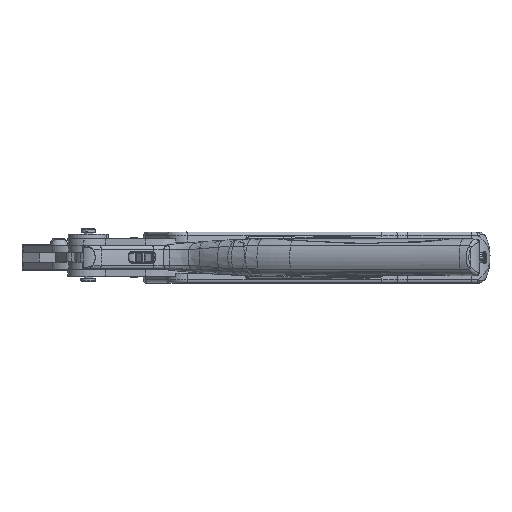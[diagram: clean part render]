
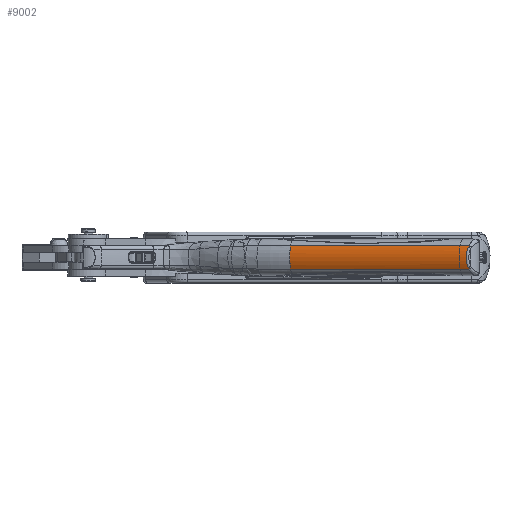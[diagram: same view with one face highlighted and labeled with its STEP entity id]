
A CAD part, front view. The second image highlights one B-rep face of the part: STEP entity #9002.
In plain terms, the highlighted cylindrical face has radius 11.999 mm (diameter 23.999 mm), a partial arc.
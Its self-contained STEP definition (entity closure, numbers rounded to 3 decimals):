
#5123=B_SPLINE_CURVE_WITH_KNOTS('',3,(#55545,#55546,#55547,#55548),
 .UNSPECIFIED.,.F.,.F.,(4,4),(0.,1.),.UNSPECIFIED.);
#5151=B_SPLINE_CURVE_WITH_KNOTS('',3,(#56428,#56429,#56430,#56431),
 .UNSPECIFIED.,.F.,.F.,(4,4),(0.,1.),.UNSPECIFIED.);
#5152=B_SPLINE_CURVE_WITH_KNOTS('',3,(#56461,#56462,#56463,#56464,#56465,
#56466),.UNSPECIFIED.,.F.,.F.,(4,2,4),(0.,0.5,1.),.UNSPECIFIED.);
#5155=B_SPLINE_CURVE_WITH_KNOTS('',3,(#56509,#56510,#56511,#56512),
 .UNSPECIFIED.,.F.,.F.,(4,4),(0.,1.),.UNSPECIFIED.);
#5156=B_SPLINE_CURVE_WITH_KNOTS('',3,(#56537,#56538,#56539,#56540),
 .UNSPECIFIED.,.F.,.F.,(4,4),(0.,1.),.UNSPECIFIED.);
#5157=B_SPLINE_CURVE_WITH_KNOTS('',3,(#56542,#56543,#56544,#56545),
 .UNSPECIFIED.,.F.,.F.,(4,4),(0.,1.),.UNSPECIFIED.);
#5158=B_SPLINE_CURVE_WITH_KNOTS('',3,(#56547,#56548,#56549,#56550),
 .UNSPECIFIED.,.F.,.F.,(4,4),(0.,1.),.UNSPECIFIED.);
#9002=ADVANCED_FACE('',(#11411),#10668,.T.);
#10668=CYLINDRICAL_SURFACE('',#41280,11.999);
#11411=FACE_OUTER_BOUND('',#13198,.T.);
#13198=EDGE_LOOP('',(#17677,#17678,#17679,#17680,#17681,#17682,#17683));
#17677=ORIENTED_EDGE('',*,*,#31510,.T.);
#17678=ORIENTED_EDGE('',*,*,#31506,.T.);
#17679=ORIENTED_EDGE('',*,*,#31504,.T.);
#17680=ORIENTED_EDGE('',*,*,#31445,.T.);
#17681=ORIENTED_EDGE('',*,*,#31511,.T.);
#17682=ORIENTED_EDGE('',*,*,#31512,.T.);
#17683=ORIENTED_EDGE('',*,*,#31513,.F.);
#26353=VERTEX_POINT('',#55527);
#26356=VERTEX_POINT('',#55549);
#26402=VERTEX_POINT('',#56432);
#26403=VERTEX_POINT('',#56467);
#26404=VERTEX_POINT('',#56508);
#26405=VERTEX_POINT('',#56541);
#26406=VERTEX_POINT('',#56546);
#31445=EDGE_CURVE('',#26356,#26353,#5123,.T.);
#31504=EDGE_CURVE('',#26402,#26356,#5151,.T.);
#31506=EDGE_CURVE('',#26403,#26402,#5152,.T.);
#31510=EDGE_CURVE('',#26404,#26403,#5155,.T.);
#31511=EDGE_CURVE('',#26353,#26405,#5156,.T.);
#31512=EDGE_CURVE('',#26405,#26406,#5157,.T.);
#31513=EDGE_CURVE('',#26404,#26406,#5158,.T.);
#41280=AXIS2_PLACEMENT_3D('',#56551,#44884,#44885);
#44884=DIRECTION('',(0.939,-0.345,0.));
#44885=DIRECTION('',(0.312,0.851,-0.421));
#55527=CARTESIAN_POINT('',(88.157,-22.32,5.096));
#55545=CARTESIAN_POINT('',(165.873,-50.847,5.097));
#55546=CARTESIAN_POINT('',(139.968,-41.338,5.097));
#55547=CARTESIAN_POINT('',(114.062,-31.83,5.097));
#55548=CARTESIAN_POINT('',(88.157,-22.322,5.097));
#55549=CARTESIAN_POINT('',(165.873,-50.847,5.098));
#56428=CARTESIAN_POINT('',(165.577,-51.033,4.454));
#56429=CARTESIAN_POINT('',(165.674,-50.976,4.671));
#56430=CARTESIAN_POINT('',(165.772,-50.914,4.886));
#56431=CARTESIAN_POINT('',(165.873,-50.847,5.097));
#56432=CARTESIAN_POINT('',(165.577,-51.033,4.454));
#56461=CARTESIAN_POINT('',(165.577,-51.033,-4.374));
#56462=CARTESIAN_POINT('',(164.943,-51.409,-2.927));
#56463=CARTESIAN_POINT('',(164.639,-51.584,-1.443));
#56464=CARTESIAN_POINT('',(164.639,-51.584,1.523));
#56465=CARTESIAN_POINT('',(164.943,-51.409,3.007));
#56466=CARTESIAN_POINT('',(165.577,-51.033,4.454));
#56467=CARTESIAN_POINT('',(165.577,-51.033,-4.374));
#56508=CARTESIAN_POINT('',(165.873,-50.847,-5.018));
#56509=CARTESIAN_POINT('',(165.873,-50.847,-5.017));
#56510=CARTESIAN_POINT('',(165.772,-50.914,-4.806));
#56511=CARTESIAN_POINT('',(165.674,-50.976,-4.591));
#56512=CARTESIAN_POINT('',(165.577,-51.033,-4.374));
#56537=CARTESIAN_POINT('',(88.156,-22.322,5.097));
#56538=CARTESIAN_POINT('',(87.904,-23.011,3.519));
#56539=CARTESIAN_POINT('',(87.771,-23.372,1.78));
#56540=CARTESIAN_POINT('',(87.771,-23.372,0.04));
#56541=CARTESIAN_POINT('',(87.771,-23.372,0.04));
#56542=CARTESIAN_POINT('',(87.771,-23.372,0.04));
#56543=CARTESIAN_POINT('',(87.771,-23.372,-1.7));
#56544=CARTESIAN_POINT('',(87.904,-23.011,-3.439));
#56545=CARTESIAN_POINT('',(88.156,-22.322,-5.017));
#56546=CARTESIAN_POINT('',(88.156,-22.323,-5.017));
#56547=CARTESIAN_POINT('',(165.873,-50.847,-5.017));
#56548=CARTESIAN_POINT('',(139.967,-41.339,-5.017));
#56549=CARTESIAN_POINT('',(114.062,-31.83,-5.017));
#56550=CARTESIAN_POINT('',(88.157,-22.322,-5.017));
#56551=CARTESIAN_POINT('',(167.656,-39.91,0.04));
